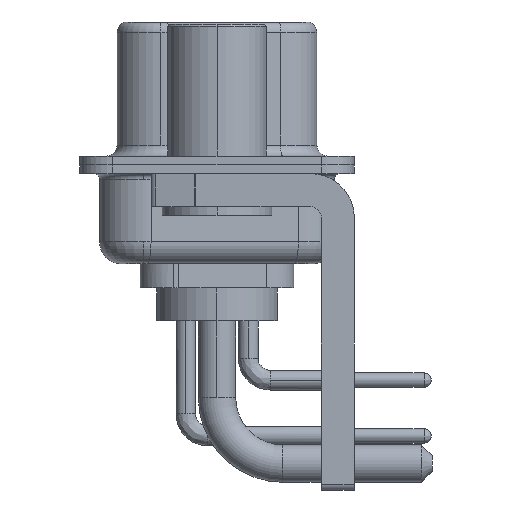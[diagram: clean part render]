
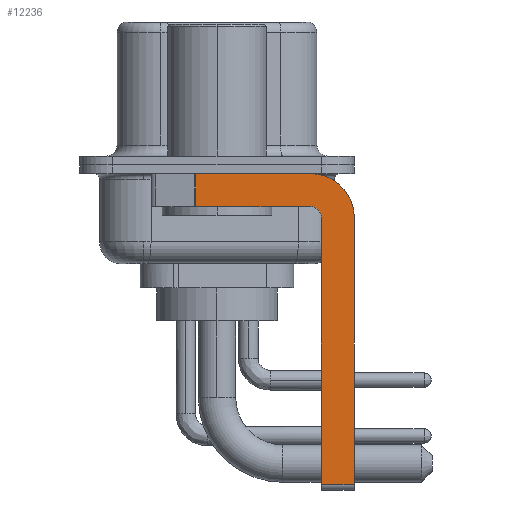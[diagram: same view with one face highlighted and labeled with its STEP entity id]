
A CAD part, left-side view. The second image highlights one B-rep face of the part: STEP entity #12236.
In plain terms, the highlighted planar face has unit normal (-1, 0, 0).
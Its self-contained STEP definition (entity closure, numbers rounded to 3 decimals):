
#97 = CARTESIAN_POINT ( 'NONE',  ( -2.9, 0.978, -1.9 ) ) ;
#161 = EDGE_LOOP ( 'NONE', ( #1651, #12290, #277, #4691, #15755, #12497, #12453, #14982 ) ) ;
#277 = ORIENTED_EDGE ( 'NONE', *, *, #17963, .F. ) ;
#296 = CARTESIAN_POINT ( 'NONE',  ( -2.9, -4.25, -2.4 ) ) ;
#913 = CARTESIAN_POINT ( 'NONE',  ( -2.9, -4.25, -14.55 ) ) ;
#1149 = LINE ( 'NONE', #913, #4964 ) ;
#1303 = EDGE_CURVE ( 'NONE', #18373, #10651, #4517, .T. ) ;
#1631 = DIRECTION ( 'NONE',  ( 0., 1., 0. ) ) ;
#1651 = ORIENTED_EDGE ( 'NONE', *, *, #21611, .F. ) ;
#2208 = VERTEX_POINT ( 'NONE', #5902 ) ;
#3187 = CIRCLE ( 'NONE', #10400, 2. ) ;
#3402 = LINE ( 'NONE', #97, #9485 ) ;
#3851 = CARTESIAN_POINT ( 'NONE',  ( -2.9, -4.25, -2.4 ) ) ;
#3969 = FACE_OUTER_BOUND ( 'NONE', #161, .T. ) ;
#4064 = DIRECTION ( 'NONE',  ( 0., 0., -1. ) ) ;
#4166 = VERTEX_POINT ( 'NONE', #4887 ) ;
#4432 = EDGE_CURVE ( 'NONE', #7246, #10651, #1149, .T. ) ;
#4517 = LINE ( 'NONE', #22811, #18947 ) ;
#4579 = VECTOR ( 'NONE', #19639, 1000. ) ;
#4619 = DIRECTION ( 'NONE',  ( 0., 0., 1. ) ) ;
#4691 = ORIENTED_EDGE ( 'NONE', *, *, #20641, .F. ) ;
#4887 = CARTESIAN_POINT ( 'NONE',  ( -2.9, -4.75, -2.4 ) ) ;
#4929 = CIRCLE ( 'NONE', #22750, 0.5 ) ;
#4964 = VECTOR ( 'NONE', #22507, 1000. ) ;
#5902 = CARTESIAN_POINT ( 'NONE',  ( -2.9, 0.978, -1.9 ) ) ;
#6043 = VECTOR ( 'NONE', #1631, 1000. ) ;
#6943 = CARTESIAN_POINT ( 'NONE',  ( -2.9, -6.25, -2.4 ) ) ;
#7145 = EDGE_CURVE ( 'NONE', #16909, #18373, #3187, .T. ) ;
#7246 = VERTEX_POINT ( 'NONE', #23252 ) ;
#7856 = LINE ( 'NONE', #16905, #20543 ) ;
#8361 = CARTESIAN_POINT ( 'NONE',  ( -2.9, 3., -0.4 ) ) ;
#8458 = DIRECTION ( 'NONE',  ( 0., 0., -1. ) ) ;
#9345 = DIRECTION ( 'NONE',  ( 0., 0., -1. ) ) ;
#9485 = VECTOR ( 'NONE', #23340, 1000. ) ;
#10100 = CARTESIAN_POINT ( 'NONE',  ( -2.9, -4.25, -1.9 ) ) ;
#10104 = CARTESIAN_POINT ( 'NONE',  ( -2.9, -4.25, -2.4 ) ) ;
#10400 = AXIS2_PLACEMENT_3D ( 'NONE', #296, #11092, #4064 ) ;
#10651 = VERTEX_POINT ( 'NONE', #12947 ) ;
#11092 = DIRECTION ( 'NONE',  ( 1., 0., 0. ) ) ;
#12236 = ADVANCED_FACE ( 'NONE', ( #3969 ), #14686, .F. ) ;
#12290 = ORIENTED_EDGE ( 'NONE', *, *, #17868, .T. ) ;
#12386 = LINE ( 'NONE', #8361, #4579 ) ;
#12453 = ORIENTED_EDGE ( 'NONE', *, *, #1303, .F. ) ;
#12497 = ORIENTED_EDGE ( 'NONE', *, *, #4432, .T. ) ;
#12512 = VERTEX_POINT ( 'NONE', #17301 ) ;
#12947 = CARTESIAN_POINT ( 'NONE',  ( -2.9, -6.25, -14.55 ) ) ;
#13663 = DIRECTION ( 'NONE',  ( -1., 0., 0. ) ) ;
#14156 = CARTESIAN_POINT ( 'NONE',  ( -2.9, -4.25, -0.4 ) ) ;
#14686 = PLANE ( 'NONE',  #21364 ) ;
#14856 = VERTEX_POINT ( 'NONE', #10100 ) ;
#14982 = ORIENTED_EDGE ( 'NONE', *, *, #7145, .F. ) ;
#15755 = ORIENTED_EDGE ( 'NONE', *, *, #21851, .F. ) ;
#16905 = CARTESIAN_POINT ( 'NONE',  ( -2.9, -4.75, -14.8 ) ) ;
#16909 = VERTEX_POINT ( 'NONE', #14156 ) ;
#17301 = CARTESIAN_POINT ( 'NONE',  ( -2.9, 0.978, -0.4 ) ) ;
#17868 = EDGE_CURVE ( 'NONE', #12512, #2208, #3402, .T. ) ;
#17928 = LINE ( 'NONE', #23456, #6043 ) ;
#17963 = EDGE_CURVE ( 'NONE', #14856, #2208, #17928, .T. ) ;
#18373 = VERTEX_POINT ( 'NONE', #6943 ) ;
#18576 = DIRECTION ( 'NONE',  ( 0., 0., 1. ) ) ;
#18947 = VECTOR ( 'NONE', #8458, 1000. ) ;
#19639 = DIRECTION ( 'NONE',  ( 0., -1., 0. ) ) ;
#20543 = VECTOR ( 'NONE', #18576, 1000. ) ;
#20641 = EDGE_CURVE ( 'NONE', #4166, #14856, #4929, .T. ) ;
#21364 = AXIS2_PLACEMENT_3D ( 'NONE', #3851, #22032, #9345 ) ;
#21611 = EDGE_CURVE ( 'NONE', #12512, #16909, #12386, .T. ) ;
#21851 = EDGE_CURVE ( 'NONE', #7246, #4166, #7856, .T. ) ;
#22032 = DIRECTION ( 'NONE',  ( 1., 0., 0. ) ) ;
#22507 = DIRECTION ( 'NONE',  ( 0., -1., 0. ) ) ;
#22750 = AXIS2_PLACEMENT_3D ( 'NONE', #10104, #13663, #4619 ) ;
#22811 = CARTESIAN_POINT ( 'NONE',  ( -2.9, -6.25, -2.4 ) ) ;
#23252 = CARTESIAN_POINT ( 'NONE',  ( -2.9, -4.75, -14.55 ) ) ;
#23340 = DIRECTION ( 'NONE',  ( 0., 0., -1. ) ) ;
#23456 = CARTESIAN_POINT ( 'NONE',  ( -2.9, -4.25, -1.9 ) ) ;
